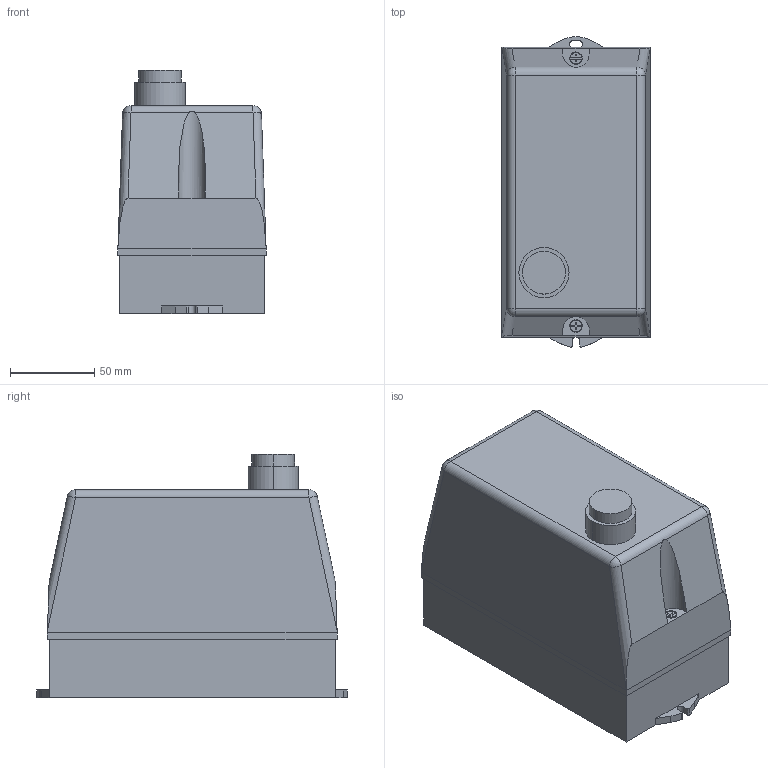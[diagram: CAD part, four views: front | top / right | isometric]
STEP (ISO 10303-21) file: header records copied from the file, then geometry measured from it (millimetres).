
FILE_DESCRIPTION((''),'2;1');
FILE_NAME('3d_M0R009120242V3.stp','2012-10-03T11:18:43',(''),(''),'Mechanical Desktop 2011','Mechanical Desktop 2011',', , ');
FILE_SCHEMA(('CONFIG_CONTROL_DESIGN'));
Length unit declared in the file: millimetre
Products named in the file (1): Product
Bounding box: 88 x 184.36 x 144.4 mm (x, y, z)
Volume: 1746577.6 mm3; surface area: 92749.6 mm2
Topology: 2 solids, 2 shells, 118 faces, 302 edges, 194 vertices
Faces by surface type: plane 86, cylinder 28, sphere 4
Entity records: 3652 total; most frequent: CARTESIAN_POINT 642, ORIENTED_EDGE 604, DIRECTION 600, EDGE_CURVE 302, VECTOR 238, LINE 238, VERTEX_POINT 194, AXIS2_PLACEMENT_3D 181
